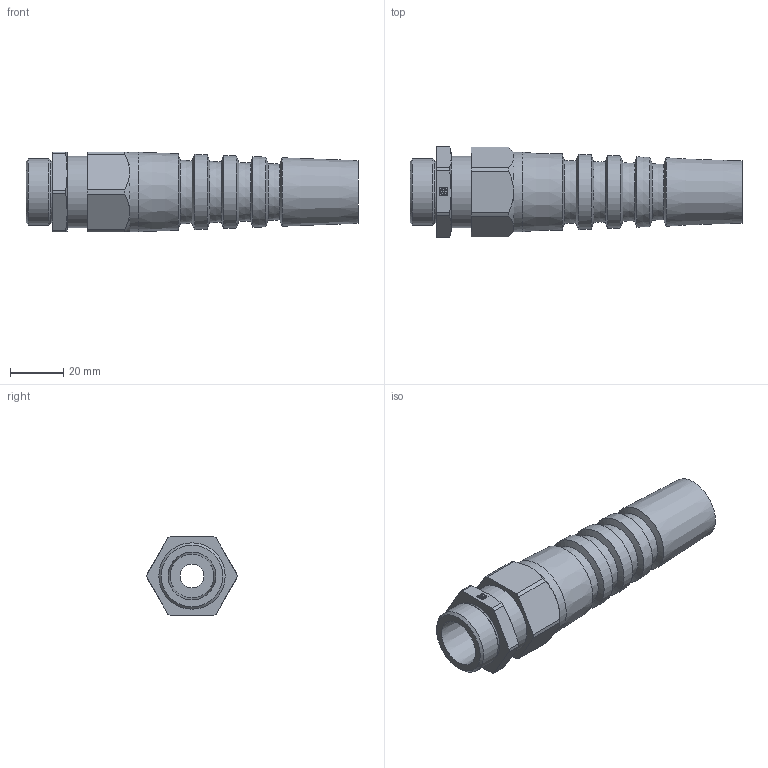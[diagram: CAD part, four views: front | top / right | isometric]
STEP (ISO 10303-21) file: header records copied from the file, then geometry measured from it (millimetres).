
FILE_DESCRIPTION( ( 'STEP AP214' ), '1' );
FILE_NAME( 'SKINTOP BS-M 25x1,5 Art. Nr. 53111630(F=9).stp', '2020-06-03T05:41:48', ( 'License CC BY-ND 4.0' ), ( 'CADENAS' ), ' ', 'PARTsolutions', ' ' );
FILE_SCHEMA( ( 'AUTOMOTIVE_DESIGN { 1 0 10303 214 1 1 1 1 }' ) );
Length unit declared in the file: millimetre
Products named in the file (1): _SKINTOP BS-M 25x1,5      Art. Nr. 53111630(F=9)
Bounding box: 125 x 33.9 x 30 mm (x, y, z)
Volume: 41310.6 mm3; surface area: 19883.2 mm2
Topology: 1 solids, 1 shells, 85 faces, 207 edges, 131 vertices
Faces by surface type: plane 35, cylinder 27, cone 22, torus 1
Full cylindrical faces by diameter (mm): 9 x1, 17.9 x1, 25 x1, 26.9 x1, 29.9 x1
Entity records: 3144 total; most frequent: CARTESIAN_POINT 528, DIRECTION 414, ORIENTED_EDGE 354, EDGE_CURVE 177, AXIS2_PLACEMENT_3D 163, VERTEX_POINT 129, EDGE_LOOP 122, FACE_OUTER_BOUND 91
